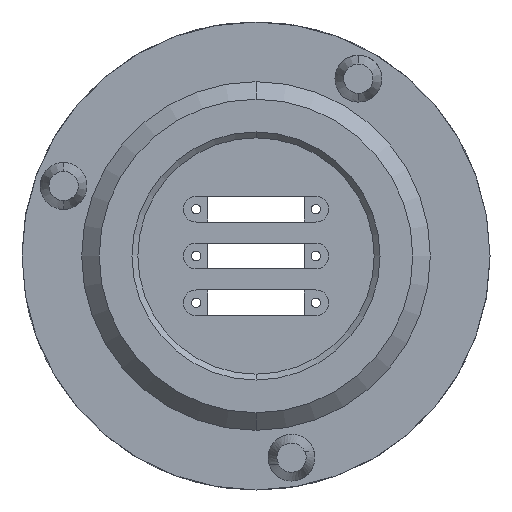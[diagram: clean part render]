
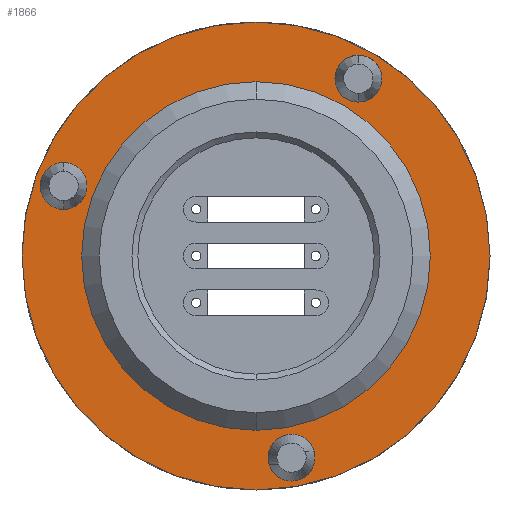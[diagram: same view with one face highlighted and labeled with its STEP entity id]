
A CAD part, front view. The second image highlights one B-rep face of the part: STEP entity #1866.
In plain terms, the highlighted planar face has unit normal (0, -1, 0).
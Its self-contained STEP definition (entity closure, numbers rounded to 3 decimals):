
#6 = VERTEX_POINT ( 'NONE', #5100 ) ;
#18 = EDGE_CURVE ( 'NONE', #2296, #2957, #4516, .T. ) ;
#86 = CARTESIAN_POINT ( 'NONE',  ( 0., 25.7, 0. ) ) ;
#109 = ORIENTED_EDGE ( 'NONE', *, *, #832, .T. ) ;
#112 = ORIENTED_EDGE ( 'NONE', *, *, #18, .F. ) ;
#137 = DIRECTION ( 'NONE',  ( 0., -1., 0. ) ) ;
#143 = DIRECTION ( 'NONE',  ( 0., 1., 0. ) ) ;
#247 = EDGE_LOOP ( 'NONE', ( #5212, #5213 ) ) ;
#272 = AXIS2_PLACEMENT_3D ( 'NONE', #1800, #137, #2616 ) ;
#347 = CARTESIAN_POINT ( 'NONE',  ( 0., 25.7, 0. ) ) ;
#397 = DIRECTION ( 'NONE',  ( 0., 0., 1. ) ) ;
#541 = VERTEX_POINT ( 'NONE', #3614 ) ;
#554 = AXIS2_PLACEMENT_3D ( 'NONE', #86, #4557, #2952 ) ;
#648 = CARTESIAN_POINT ( 'NONE',  ( 6.078, 25.7, -30.468 ) ) ;
#694 = DIRECTION ( 'NONE',  ( 0., 0., 1. ) ) ;
#709 = CARTESIAN_POINT ( 'NONE',  ( -32.889, 25.7, 11.971 ) ) ;
#738 = DIRECTION ( 'NONE',  ( 0., 0., 1. ) ) ;
#764 = CARTESIAN_POINT ( 'NONE',  ( 0., 25.7, -40. ) ) ;
#785 = EDGE_LOOP ( 'NONE', ( #3625, #112 ) ) ;
#824 = ORIENTED_EDGE ( 'NONE', *, *, #3917, .F. ) ;
#832 = EDGE_CURVE ( 'NONE', #4599, #6, #3523, .T. ) ;
#924 = AXIS2_PLACEMENT_3D ( 'NONE', #4315, #3536, #694 ) ;
#991 = DIRECTION ( 'NONE',  ( 0., 0., 1. ) ) ;
#1073 = DIRECTION ( 'NONE',  ( 0., 0., 1. ) ) ;
#1171 = FACE_BOUND ( 'NONE', #2288, .T. ) ;
#1172 = DIRECTION ( 'NONE',  ( 0., -1., 0. ) ) ;
#1197 = CIRCLE ( 'NONE', #272, 4. ) ;
#1215 = DIRECTION ( 'NONE',  ( 0., 1., 0. ) ) ;
#1300 = CARTESIAN_POINT ( 'NONE',  ( 0., 25.7, 29.8 ) ) ;
#1368 = CIRCLE ( 'NONE', #3802, 40. ) ;
#1421 = AXIS2_PLACEMENT_3D ( 'NONE', #4381, #3157, #1073 ) ;
#1528 = CARTESIAN_POINT ( 'NONE',  ( 0., 25.7, 0. ) ) ;
#1712 = VERTEX_POINT ( 'NONE', #4113 ) ;
#1721 = AXIS2_PLACEMENT_3D ( 'NONE', #3721, #143, #991 ) ;
#1800 = CARTESIAN_POINT ( 'NONE',  ( 6.078, 25.7, -34.468 ) ) ;
#1854 = VERTEX_POINT ( 'NONE', #648 ) ;
#1866 = ADVANCED_FACE ( 'NONE', ( #1171, #2348, #3172, #2273, #3924 ), #3952, .F. ) ;
#1941 = CARTESIAN_POINT ( 'NONE',  ( -32.889, 25.7, 15.971 ) ) ;
#1985 = EDGE_CURVE ( 'NONE', #541, #1712, #3283, .T. ) ;
#2040 = CARTESIAN_POINT ( 'NONE',  ( 17.5, 25.7, 30.311 ) ) ;
#2065 = ORIENTED_EDGE ( 'NONE', *, *, #4661, .T. ) ;
#2108 = VERTEX_POINT ( 'NONE', #764 ) ;
#2160 = EDGE_LOOP ( 'NONE', ( #2065, #109 ) ) ;
#2235 = VERTEX_POINT ( 'NONE', #4208 ) ;
#2273 = FACE_BOUND ( 'NONE', #2160, .T. ) ;
#2288 = EDGE_LOOP ( 'NONE', ( #824, #4527 ) ) ;
#2296 = VERTEX_POINT ( 'NONE', #3001 ) ;
#2348 = FACE_BOUND ( 'NONE', #247, .T. ) ;
#2417 = ORIENTED_EDGE ( 'NONE', *, *, #4170, .F. ) ;
#2438 = AXIS2_PLACEMENT_3D ( 'NONE', #4768, #3999, #397 ) ;
#2546 = CIRCLE ( 'NONE', #3050, 4. ) ;
#2616 = DIRECTION ( 'NONE',  ( 0., 0., 1. ) ) ;
#2708 = DIRECTION ( 'NONE',  ( 0., -1., 0. ) ) ;
#2740 = AXIS2_PLACEMENT_3D ( 'NONE', #2040, #1172, #3638 ) ;
#2952 = DIRECTION ( 'NONE',  ( 0., 0., 1. ) ) ;
#2957 = VERTEX_POINT ( 'NONE', #1941 ) ;
#2976 = VERTEX_POINT ( 'NONE', #4803 ) ;
#3001 = CARTESIAN_POINT ( 'NONE',  ( -32.889, 25.7, 7.971 ) ) ;
#3017 = EDGE_CURVE ( 'NONE', #2235, #1854, #1197, .T. ) ;
#3020 = AXIS2_PLACEMENT_3D ( 'NONE', #347, #1215, #738 ) ;
#3050 = AXIS2_PLACEMENT_3D ( 'NONE', #709, #2708, #4308 ) ;
#3143 = CIRCLE ( 'NONE', #4731, 4. ) ;
#3157 = DIRECTION ( 'NONE',  ( 0., -1., 0. ) ) ;
#3172 = FACE_BOUND ( 'NONE', #785, .T. ) ;
#3283 = CIRCLE ( 'NONE', #2438, 4. ) ;
#3473 = DIRECTION ( 'NONE',  ( 0., -1., 0. ) ) ;
#3491 = CIRCLE ( 'NONE', #1721, 40. ) ;
#3523 = CIRCLE ( 'NONE', #3020, 29.8 ) ;
#3535 = EDGE_CURVE ( 'NONE', #2108, #2976, #1368, .T. ) ;
#3536 = DIRECTION ( 'NONE',  ( 0., 1., 0. ) ) ;
#3544 = DIRECTION ( 'NONE',  ( 0., 0., 1. ) ) ;
#3562 = EDGE_CURVE ( 'NONE', #2957, #2296, #2546, .T. ) ;
#3614 = CARTESIAN_POINT ( 'NONE',  ( 17.5, 25.7, 34.311 ) ) ;
#3625 = ORIENTED_EDGE ( 'NONE', *, *, #3562, .F. ) ;
#3638 = DIRECTION ( 'NONE',  ( 0., 0., 1. ) ) ;
#3721 = CARTESIAN_POINT ( 'NONE',  ( 0., 25.7, 0. ) ) ;
#3802 = AXIS2_PLACEMENT_3D ( 'NONE', #1528, #4259, #4681 ) ;
#3917 = EDGE_CURVE ( 'NONE', #1854, #2235, #3143, .T. ) ;
#3924 = FACE_OUTER_BOUND ( 'NONE', #4143, .T. ) ;
#3952 = PLANE ( 'NONE',  #924 ) ;
#3999 = DIRECTION ( 'NONE',  ( 0., -1., 0. ) ) ;
#4113 = CARTESIAN_POINT ( 'NONE',  ( 17.5, 25.7, 26.311 ) ) ;
#4143 = EDGE_LOOP ( 'NONE', ( #4508, #2417 ) ) ;
#4170 = EDGE_CURVE ( 'NONE', #2976, #2108, #3491, .T. ) ;
#4208 = CARTESIAN_POINT ( 'NONE',  ( 6.078, 25.7, -38.468 ) ) ;
#4259 = DIRECTION ( 'NONE',  ( 0., 1., 0. ) ) ;
#4308 = DIRECTION ( 'NONE',  ( 0., 0., 1. ) ) ;
#4315 = CARTESIAN_POINT ( 'NONE',  ( 0., 25.7, 0. ) ) ;
#4381 = CARTESIAN_POINT ( 'NONE',  ( -32.889, 25.7, 11.971 ) ) ;
#4508 = ORIENTED_EDGE ( 'NONE', *, *, #3535, .F. ) ;
#4516 = CIRCLE ( 'NONE', #1421, 4. ) ;
#4527 = ORIENTED_EDGE ( 'NONE', *, *, #3017, .F. ) ;
#4557 = DIRECTION ( 'NONE',  ( 0., 1., 0. ) ) ;
#4586 = EDGE_CURVE ( 'NONE', #1712, #541, #4668, .T. ) ;
#4599 = VERTEX_POINT ( 'NONE', #1300 ) ;
#4661 = EDGE_CURVE ( 'NONE', #6, #4599, #5090, .T. ) ;
#4668 = CIRCLE ( 'NONE', #2740, 4. ) ;
#4681 = DIRECTION ( 'NONE',  ( 0., 0., 1. ) ) ;
#4701 = CARTESIAN_POINT ( 'NONE',  ( 6.078, 25.7, -34.468 ) ) ;
#4731 = AXIS2_PLACEMENT_3D ( 'NONE', #4701, #3473, #3544 ) ;
#4768 = CARTESIAN_POINT ( 'NONE',  ( 17.5, 25.7, 30.311 ) ) ;
#4803 = CARTESIAN_POINT ( 'NONE',  ( 0., 25.7, 40. ) ) ;
#5090 = CIRCLE ( 'NONE', #554, 29.8 ) ;
#5100 = CARTESIAN_POINT ( 'NONE',  ( 0., 25.7, -29.8 ) ) ;
#5212 = ORIENTED_EDGE ( 'NONE', *, *, #1985, .F. ) ;
#5213 = ORIENTED_EDGE ( 'NONE', *, *, #4586, .F. ) ;
